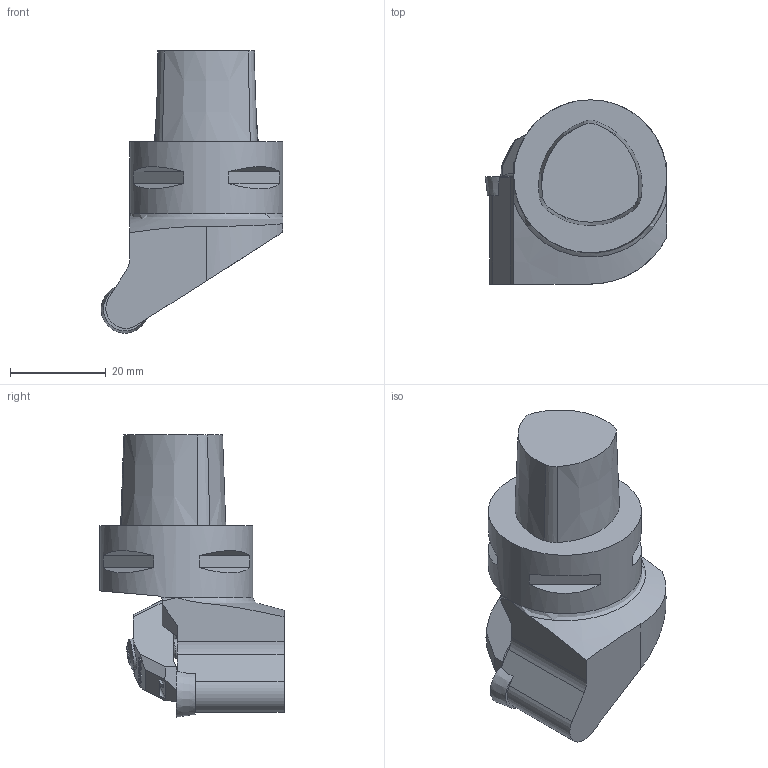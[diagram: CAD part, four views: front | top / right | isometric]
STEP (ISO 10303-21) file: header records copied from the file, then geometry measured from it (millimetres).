
FILE_DESCRIPTION(/* description */ (''),/* implementation_level */ '2;1');
FILE_NAME(/* name */ 'C3-DRSCR-22040-10JETI_Basic.stp',/* time_stamp */ '2024-01-05T13:02:11+06:00',/* author */ (''),/* organization */ (''),/* preprocessor_version */ 'ST-DEVELOPER v16.7',/* originating_system */ 'SIEMENS PLM Software NX 12.0',/* authorisation */ '');
FILE_SCHEMA (('AUTOMOTIVE_DESIGN { 1 0 10303 214 3 1 1 1 }'));
Length unit declared in the file: millimetre
Products named in the file (4): CUT; NOCUT; ASSEMBLY_CONSTRUCTION; A2672189_01_stp_stp_stp
Assembly tree (3 placements, depth 2):
  A2672189_01_stp_stp_stp
    ASSEMBLY_CONSTRUCTION
    NOCUT
    CUT
Bounding box: 37.98 x 38.5 x 58.98 mm (x, y, z)
Volume: 30446.9 mm3; surface area: 7837.8 mm2
Topology: 2 solids, 2 shells, 243 faces, 688 edges, 459 vertices
Faces by surface type: plane 105, extrusion 80, cylinder 41, cone 13, torus 3, sphere 1
Full cylindrical faces by diameter (mm): 4 x2, 6 x1, 6.4 x1, 32 x1
Entity records: 9026 total; most frequent: CARTESIAN_POINT 2882, ORIENTED_EDGE 1348, DIRECTION 1018, EDGE_CURVE 674, VERTEX_POINT 448, VECTOR 442, LINE 362, AXIS2_PLACEMENT_3D 288
